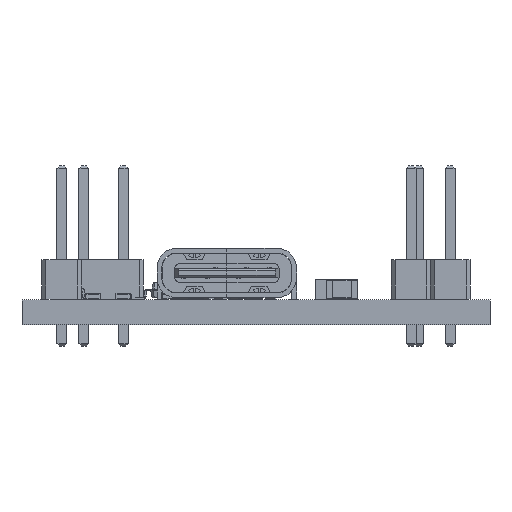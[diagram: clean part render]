
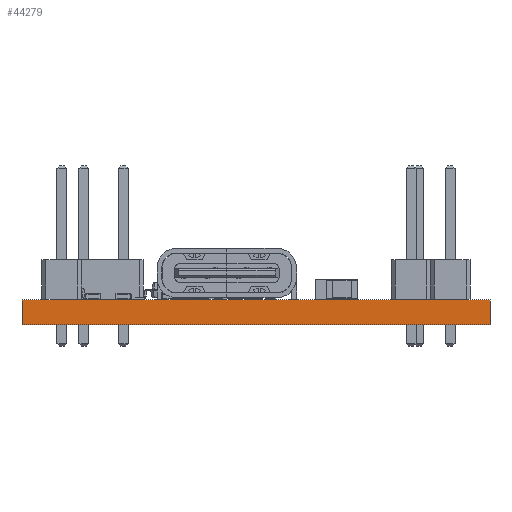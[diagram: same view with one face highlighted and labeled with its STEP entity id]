
A CAD part, front view. The second image highlights one B-rep face of the part: STEP entity #44279.
In plain terms, the highlighted planar face has unit normal (0, -1, 0).
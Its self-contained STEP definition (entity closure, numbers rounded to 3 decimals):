
#44279 = ADVANCED_FACE('',(#44280),#44314,.T.);
#44280 = FACE_BOUND('',#44281,.T.);
#44281 = EDGE_LOOP('',(#44282,#44292,#44300,#44308));
#44282 = ORIENTED_EDGE('',*,*,#44283,.T.);
#44283 = EDGE_CURVE('',#44284,#44286,#44288,.T.);
#44284 = VERTEX_POINT('',#44285);
#44285 = CARTESIAN_POINT('',(268.5,-156.,0.));
#44286 = VERTEX_POINT('',#44287);
#44287 = CARTESIAN_POINT('',(268.5,-156.,1.6));
#44288 = LINE('',#44289,#44290);
#44289 = CARTESIAN_POINT('',(268.5,-156.,0.));
#44290 = VECTOR('',#44291,1.);
#44291 = DIRECTION('',(0.,0.,1.));
#44292 = ORIENTED_EDGE('',*,*,#44293,.T.);
#44293 = EDGE_CURVE('',#44286,#44294,#44296,.T.);
#44294 = VERTEX_POINT('',#44295);
#44295 = CARTESIAN_POINT('',(238.5,-156.,1.6));
#44296 = LINE('',#44297,#44298);
#44297 = CARTESIAN_POINT('',(268.5,-156.,1.6));
#44298 = VECTOR('',#44299,1.);
#44299 = DIRECTION('',(-1.,0.,0.));
#44300 = ORIENTED_EDGE('',*,*,#44301,.F.);
#44301 = EDGE_CURVE('',#44302,#44294,#44304,.T.);
#44302 = VERTEX_POINT('',#44303);
#44303 = CARTESIAN_POINT('',(238.5,-156.,0.));
#44304 = LINE('',#44305,#44306);
#44305 = CARTESIAN_POINT('',(238.5,-156.,0.));
#44306 = VECTOR('',#44307,1.);
#44307 = DIRECTION('',(0.,0.,1.));
#44308 = ORIENTED_EDGE('',*,*,#44309,.F.);
#44309 = EDGE_CURVE('',#44284,#44302,#44310,.T.);
#44310 = LINE('',#44311,#44312);
#44311 = CARTESIAN_POINT('',(268.5,-156.,0.));
#44312 = VECTOR('',#44313,1.);
#44313 = DIRECTION('',(-1.,0.,0.));
#44314 = PLANE('',#44315);
#44315 = AXIS2_PLACEMENT_3D('',#44316,#44317,#44318);
#44316 = CARTESIAN_POINT('',(268.5,-156.,0.));
#44317 = DIRECTION('',(0.,-1.,0.));
#44318 = DIRECTION('',(-1.,0.,0.));
